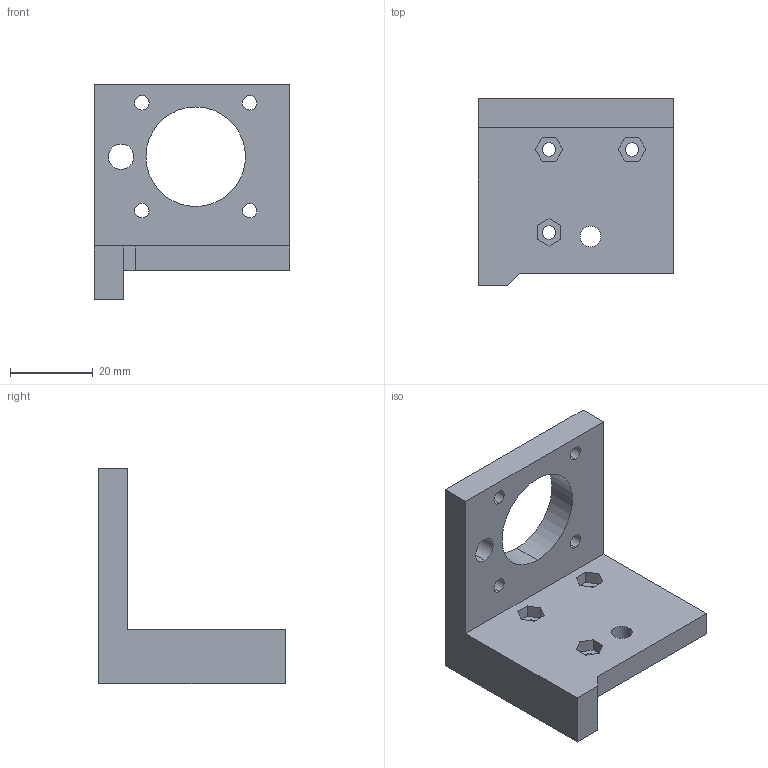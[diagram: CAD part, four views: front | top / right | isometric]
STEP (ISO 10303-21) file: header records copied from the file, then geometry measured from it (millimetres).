
FILE_DESCRIPTION (( 'STEP AP203' ), '1' );
FILE_NAME ('z_motor_left.STEP', '2012-11-28T03:40:16', ( 'LVG' ), ( 'MouseComputer PC' ), 'SwSTEP 2.0', 'SolidWorks 2011', '' );
FILE_SCHEMA (( 'CONFIG_CONTROL_DESIGN' ));
Length unit declared in the file: millimetre
Products named in the file (1): z_motor_left
Bounding box: 47 x 45 x 52 mm (x, y, z)
Volume: 22985 mm3; surface area: 10254 mm2
Topology: 1 solids, 1 shells, 53 faces, 143 edges, 95 vertices
Faces by surface type: plane 33, cylinder 20
Entity records: 1786 total; most frequent: CARTESIAN_POINT 292, DIRECTION 291, ORIENTED_EDGE 286, EDGE_CURVE 143, LINE 103, VECTOR 103, VERTEX_POINT 95, AXIS2_PLACEMENT_3D 94
